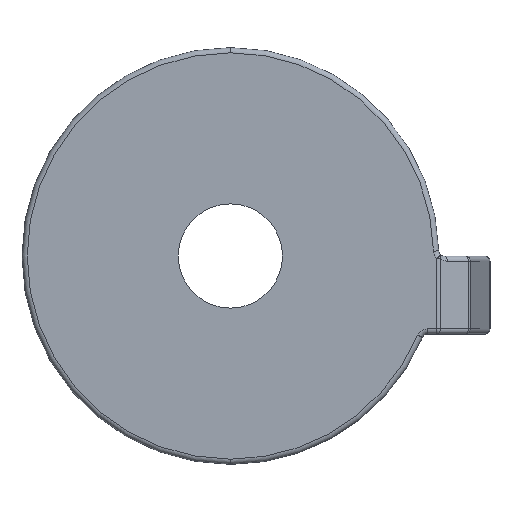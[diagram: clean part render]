
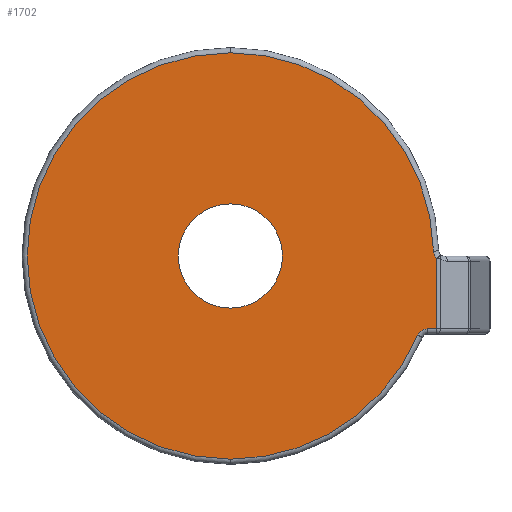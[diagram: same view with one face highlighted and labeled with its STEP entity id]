
A CAD part, front view. The second image highlights one B-rep face of the part: STEP entity #1702.
In plain terms, the highlighted planar face has unit normal (0, -1, 0).
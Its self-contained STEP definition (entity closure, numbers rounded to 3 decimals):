
#29 = ORIENTED_EDGE ( 'NONE', *, *, #1756, .T. ) ;
#67 = EDGE_CURVE ( 'NONE', #1386, #1747, #389, .T. ) ;
#78 = EDGE_CURVE ( 'NONE', #1772, #680, #981, .T. ) ;
#89 = CIRCLE ( 'NONE', #917, 4. ) ;
#105 = DIRECTION ( 'NONE',  ( 0., 0., 1. ) ) ;
#115 = CIRCLE ( 'NONE', #897, 78. ) ;
#126 = CARTESIAN_POINT ( 'NONE',  ( 0., 0., 0. ) ) ;
#156 = AXIS2_PLACEMENT_3D ( 'NONE', #246, #537, #105 ) ;
#168 = CARTESIAN_POINT ( 'NONE',  ( 0., 0., 0. ) ) ;
#217 = CARTESIAN_POINT ( 'NONE',  ( 0., 0., 0. ) ) ;
#227 = CARTESIAN_POINT ( 'NONE',  ( 0., 0., -28. ) ) ;
#229 = CARTESIAN_POINT ( 'NONE',  ( 0., 0., 0. ) ) ;
#246 = CARTESIAN_POINT ( 'NONE',  ( 0., 0., 0. ) ) ;
#266 = DIRECTION ( 'NONE',  ( 0., 0., 1. ) ) ;
#309 = EDGE_CURVE ( 'NONE', #586, #1772, #1379, .T. ) ;
#336 = EDGE_CURVE ( 'NONE', #1497, #1002, #580, .T. ) ;
#337 = CIRCLE ( 'NONE', #1001, 20. ) ;
#361 = FACE_BOUND ( 'NONE', #1642, .T. ) ;
#378 = CARTESIAN_POINT ( 'NONE',  ( 0., 0., 78. ) ) ;
#382 = DIRECTION ( 'NONE',  ( 0., 1., 0. ) ) ;
#389 = CIRCLE ( 'NONE', #1107, 4. ) ;
#393 = ORIENTED_EDGE ( 'NONE', *, *, #67, .T. ) ;
#407 = CARTESIAN_POINT ( 'NONE',  ( 81.976, 0., 2. ) ) ;
#419 = CARTESIAN_POINT ( 'NONE',  ( 71.815, 0., -30.439 ) ) ;
#426 = DIRECTION ( 'NONE',  ( 0., 1., 0. ) ) ;
#480 = DIRECTION ( 'NONE',  ( 0., 0., 1. ) ) ;
#537 = DIRECTION ( 'NONE',  ( 0., -1., 0. ) ) ;
#541 = EDGE_CURVE ( 'NONE', #1002, #1497, #337, .T. ) ;
#570 = ORIENTED_EDGE ( 'NONE', *, *, #891, .T. ) ;
#572 = CARTESIAN_POINT ( 'NONE',  ( 75.498, 0., -32. ) ) ;
#580 = CIRCLE ( 'NONE', #1164, 20. ) ;
#586 = VERTEX_POINT ( 'NONE', #378 ) ;
#620 = DIRECTION ( 'NONE',  ( 0., 0., 1. ) ) ;
#639 = CARTESIAN_POINT ( 'NONE',  ( 0., 0., -20. ) ) ;
#663 = VECTOR ( 'NONE', #769, 1000. ) ;
#665 = ORIENTED_EDGE ( 'NONE', *, *, #952, .T. ) ;
#680 = VERTEX_POINT ( 'NONE', #419 ) ;
#709 = DIRECTION ( 'NONE',  ( 0., 0., 1. ) ) ;
#735 = FACE_OUTER_BOUND ( 'NONE', #1258, .T. ) ;
#751 = AXIS2_PLACEMENT_3D ( 'NONE', #168, #1276, #1389 ) ;
#769 = DIRECTION ( 'NONE',  ( 1., 0., 0. ) ) ;
#792 = AXIS2_PLACEMENT_3D ( 'NONE', #126, #1481, #1506 ) ;
#850 = LINE ( 'NONE', #1743, #948 ) ;
#891 = EDGE_CURVE ( 'NONE', #1468, #1386, #850, .T. ) ;
#897 = AXIS2_PLACEMENT_3D ( 'NONE', #217, #1737, #1204 ) ;
#916 = CARTESIAN_POINT ( 'NONE',  ( 79.272, 0., -0.948 ) ) ;
#917 = AXIS2_PLACEMENT_3D ( 'NONE', #572, #426, #709 ) ;
#942 = DIRECTION ( 'NONE',  ( 0., 0., 1. ) ) ;
#943 = CARTESIAN_POINT ( 'NONE',  ( 75.498, 0., -28. ) ) ;
#948 = VECTOR ( 'NONE', #620, 1000. ) ;
#952 = EDGE_CURVE ( 'NONE', #1041, #1468, #1775, .T. ) ;
#981 = CIRCLE ( 'NONE', #792, 78. ) ;
#990 = CARTESIAN_POINT ( 'NONE',  ( 77.977, 0., 1.902 ) ) ;
#996 = CARTESIAN_POINT ( 'NONE',  ( 0., 0., -78. ) ) ;
#1001 = AXIS2_PLACEMENT_3D ( 'NONE', #1208, #1745, #266 ) ;
#1002 = VERTEX_POINT ( 'NONE', #1219 ) ;
#1041 = VERTEX_POINT ( 'NONE', #943 ) ;
#1058 = CARTESIAN_POINT ( 'NONE',  ( 79.272, 0., -28. ) ) ;
#1107 = AXIS2_PLACEMENT_3D ( 'NONE', #407, #382, #942 ) ;
#1164 = AXIS2_PLACEMENT_3D ( 'NONE', #229, #1330, #480 ) ;
#1204 = DIRECTION ( 'NONE',  ( 0., 0., 1. ) ) ;
#1208 = CARTESIAN_POINT ( 'NONE',  ( 0., 0., 0. ) ) ;
#1219 = CARTESIAN_POINT ( 'NONE',  ( 0., 0., 20. ) ) ;
#1258 = EDGE_LOOP ( 'NONE', ( #665, #570, #393, #1491, #1322, #1464, #29 ) ) ;
#1276 = DIRECTION ( 'NONE',  ( 0., 1., 0. ) ) ;
#1322 = ORIENTED_EDGE ( 'NONE', *, *, #309, .T. ) ;
#1330 = DIRECTION ( 'NONE',  ( 0., 1., 0. ) ) ;
#1379 = CIRCLE ( 'NONE', #156, 78. ) ;
#1386 = VERTEX_POINT ( 'NONE', #916 ) ;
#1389 = DIRECTION ( 'NONE',  ( 0., 0., 1. ) ) ;
#1401 = EDGE_CURVE ( 'NONE', #1747, #586, #115, .T. ) ;
#1426 = ORIENTED_EDGE ( 'NONE', *, *, #541, .T. ) ;
#1464 = ORIENTED_EDGE ( 'NONE', *, *, #78, .T. ) ;
#1468 = VERTEX_POINT ( 'NONE', #1058 ) ;
#1481 = DIRECTION ( 'NONE',  ( 0., -1., 0. ) ) ;
#1491 = ORIENTED_EDGE ( 'NONE', *, *, #1401, .T. ) ;
#1497 = VERTEX_POINT ( 'NONE', #639 ) ;
#1506 = DIRECTION ( 'NONE',  ( 0., 0., 1. ) ) ;
#1536 = PLANE ( 'NONE',  #751 ) ;
#1538 = ORIENTED_EDGE ( 'NONE', *, *, #336, .T. ) ;
#1642 = EDGE_LOOP ( 'NONE', ( #1538, #1426 ) ) ;
#1702 = ADVANCED_FACE ( 'NONE', ( #735, #361 ), #1536, .F. ) ;
#1737 = DIRECTION ( 'NONE',  ( 0., -1., 0. ) ) ;
#1743 = CARTESIAN_POINT ( 'NONE',  ( 79.272, 0., 1.689 ) ) ;
#1745 = DIRECTION ( 'NONE',  ( 0., 1., 0. ) ) ;
#1747 = VERTEX_POINT ( 'NONE', #990 ) ;
#1756 = EDGE_CURVE ( 'NONE', #680, #1041, #89, .T. ) ;
#1772 = VERTEX_POINT ( 'NONE', #996 ) ;
#1775 = LINE ( 'NONE', #227, #663 ) ;
